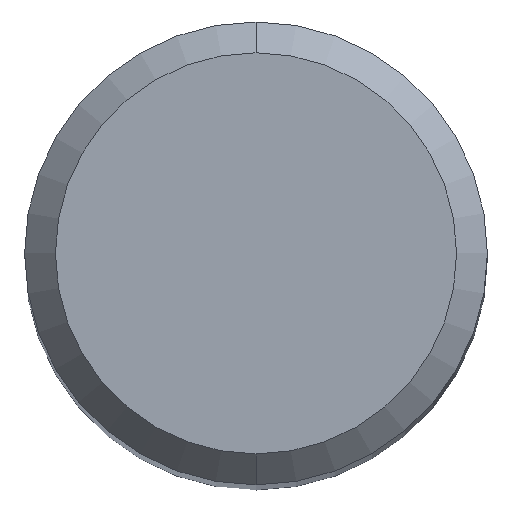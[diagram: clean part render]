
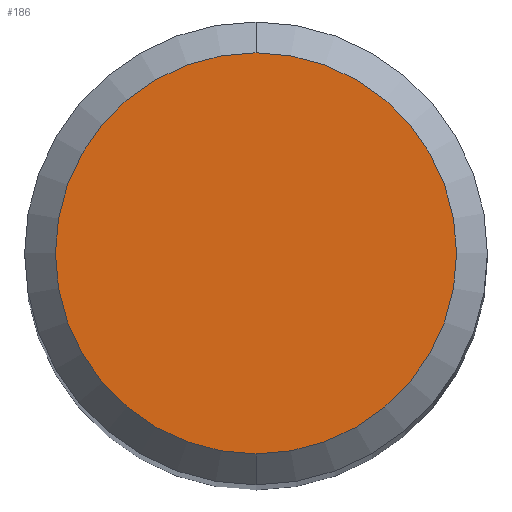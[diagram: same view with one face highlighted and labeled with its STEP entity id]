
A CAD part, top view. The second image highlights one B-rep face of the part: STEP entity #186.
In plain terms, the highlighted planar face has unit normal (0, 0, 1).
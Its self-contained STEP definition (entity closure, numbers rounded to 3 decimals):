
#168=EDGE_CURVE('',#222,#214,#342,.T.);
#172=EDGE_CURVE('',#214,#222,#346,.T.);
#186=ADVANCED_FACE('',(#360),#361,.T.);
#214=VERTEX_POINT('',#395);
#222=VERTEX_POINT('',#404);
#342=CIRCLE('',#543,2.6);
#346=CIRCLE('',#550,2.6);
#360=FACE_OUTER_BOUND('',#569,.T.);
#361=PLANE('',#570);
#395=CARTESIAN_POINT('',(0.0,2.6,0.0));
#404=CARTESIAN_POINT('',(0.,-2.6,0.0));
#543=AXIS2_PLACEMENT_3D('',#752,#753,#754);
#550=AXIS2_PLACEMENT_3D('',#756,#757,#758);
#569=EDGE_LOOP('',(#770,#771));
#570=AXIS2_PLACEMENT_3D('',#772,#773,#774);
#752=CARTESIAN_POINT('',(0.0,0.0,0.0));
#753=DIRECTION('',(0.0,0.0,-1.0));
#754=DIRECTION('',(0.0,1.0,0.0));
#756=CARTESIAN_POINT('',(0.0,0.0,0.0));
#757=DIRECTION('',(0.0,0.0,-1.0));
#758=DIRECTION('',(0.0,1.0,0.0));
#770=ORIENTED_EDGE('',*,*,#172,.F.);
#771=ORIENTED_EDGE('',*,*,#168,.F.);
#772=CARTESIAN_POINT('',(0.0,1.3,0.0));
#773=DIRECTION('',(-0.0,0.0,1.0));
#774=DIRECTION('',(0.0,-1.0,0.0));
